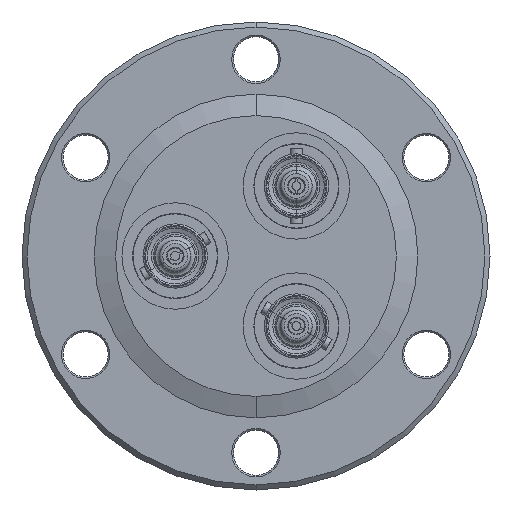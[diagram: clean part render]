
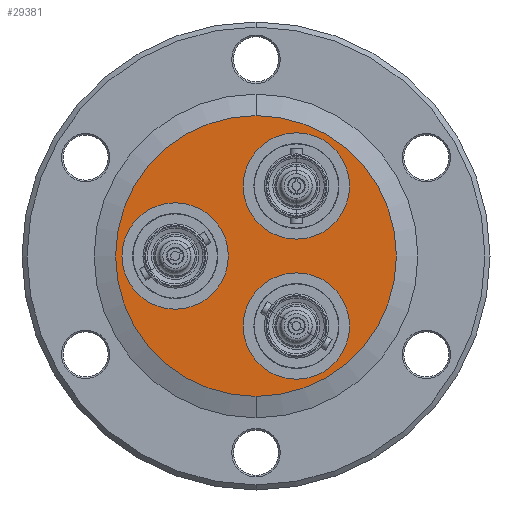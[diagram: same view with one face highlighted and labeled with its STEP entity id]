
A CAD part, front view. The second image highlights one B-rep face of the part: STEP entity #29381.
In plain terms, the highlighted planar face has unit normal (0, -1, 0).
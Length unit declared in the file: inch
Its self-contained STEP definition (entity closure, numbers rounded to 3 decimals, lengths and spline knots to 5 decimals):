
#970 = EDGE_CURVE ( 'NONE', #1857, #1856, #27816, .T. ) ;
#971 = EDGE_CURVE ( 'NONE', #8822, #8821, #27819, .T. ) ;
#972 = EDGE_CURVE ( 'NONE', #8892, #8891, #27815, .T. ) ;
#973 = EDGE_CURVE ( 'NONE', #8740, #8739, #27818, .T. ) ;
#1856 = VERTEX_POINT ( 'NONE', #12154 ) ;
#1857 = VERTEX_POINT ( 'NONE', #12155 ) ;
#1992 = EDGE_CURVE ( 'NONE', #1856, #1857, #28630, .T. ) ;
#2725 = EDGE_CURVE ( 'NONE', #8891, #8892, #16749, .T. ) ;
#3590 = ORIENTED_EDGE ( 'NONE', *, *, #971, .T. ) ;
#3591 = ORIENTED_EDGE ( 'NONE', *, *, #7137, .T. ) ;
#3592 = ORIENTED_EDGE ( 'NONE', *, *, #972, .F. ) ;
#3593 = ORIENTED_EDGE ( 'NONE', *, *, #2725, .F. ) ;
#3594 = ORIENTED_EDGE ( 'NONE', *, *, #973, .F. ) ;
#3595 = ORIENTED_EDGE ( 'NONE', *, *, #4981, .F. ) ;
#3596 = ORIENTED_EDGE ( 'NONE', *, *, #970, .F. ) ;
#3597 = ORIENTED_EDGE ( 'NONE', *, *, #1992, .F. ) ;
#4981 = EDGE_CURVE ( 'NONE', #8739, #8740, #21080, .T. ) ;
#7028 = EDGE_LOOP ( 'NONE', ( #3596, #3597 ) ) ;
#7029 = EDGE_LOOP ( 'NONE', ( #3592, #3593 ) ) ;
#7137 = EDGE_CURVE ( 'NONE', #8821, #8822, #22200, .T. ) ;
#7565 = EDGE_LOOP ( 'NONE', ( #3590, #3591 ) ) ;
#7566 = EDGE_LOOP ( 'NONE', ( #3594, #3595 ) ) ;
#8739 = VERTEX_POINT ( 'NONE', #24105 ) ;
#8740 = VERTEX_POINT ( 'NONE', #24106 ) ;
#8821 = VERTEX_POINT ( 'NONE', #24187 ) ;
#8822 = VERTEX_POINT ( 'NONE', #24188 ) ;
#8891 = VERTEX_POINT ( 'NONE', #24257 ) ;
#8892 = VERTEX_POINT ( 'NONE', #24258 ) ;
#10252 = CARTESIAN_POINT ( 'NONE',  ( -0.475, -0.449, 0. ) ) ;
#10253 = DIRECTION ( 'NONE',  ( 0., -1., 0. ) ) ;
#10254 = DIRECTION ( 'NONE',  ( 0.866, 0., 0.5 ) ) ;
#10255 = CARTESIAN_POINT ( 'NONE',  ( 0., -0.449, 0. ) ) ;
#10256 = DIRECTION ( 'NONE',  ( 0., -1., 0. ) ) ;
#10257 = DIRECTION ( 'NONE',  ( 0., 0., -1. ) ) ;
#10258 = CARTESIAN_POINT ( 'NONE',  ( 0.2375, -0.449, -0.41136 ) ) ;
#10259 = DIRECTION ( 'NONE',  ( 0., -1., 0. ) ) ;
#10260 = DIRECTION ( 'NONE',  ( -0.866, 0., 0.5 ) ) ;
#10261 = CARTESIAN_POINT ( 'NONE',  ( 0.2375, -0.449, 0.41136 ) ) ;
#10262 = DIRECTION ( 'NONE',  ( 0., -1., 0. ) ) ;
#10263 = DIRECTION ( 'NONE',  ( 0., 0., -1. ) ) ;
#12154 = CARTESIAN_POINT ( 'NONE',  ( -0.475, -0.449, 0.3125 ) ) ;
#12155 = CARTESIAN_POINT ( 'NONE',  ( -0.475, -0.449, -0.3125 ) ) ;
#12462 = CARTESIAN_POINT ( 'NONE',  ( -0.475, -0.449, 0. ) ) ;
#12463 = DIRECTION ( 'NONE',  ( 0., -1., 0. ) ) ;
#12464 = DIRECTION ( 'NONE',  ( 0.866, 0., 0.5 ) ) ;
#16289 = CARTESIAN_POINT ( 'NONE',  ( 0.2375, -0.449, -0.41136 ) ) ;
#16290 = DIRECTION ( 'NONE',  ( 0., -1., 0. ) ) ;
#16291 = DIRECTION ( 'NONE',  ( -0.866, 0., 0.5 ) ) ;
#16749 = CIRCLE ( 'NONE', #16751, 0.3125 ) ;
#16751 = AXIS2_PLACEMENT_3D ( 'NONE', #16289, #16290, #16291 ) ;
#20714 = CARTESIAN_POINT ( 'NONE',  ( 0.2375, -0.449, 0.41136 ) ) ;
#20715 = DIRECTION ( 'NONE',  ( 0., -1., 0. ) ) ;
#20716 = DIRECTION ( 'NONE',  ( 0., 0., -1. ) ) ;
#21080 = CIRCLE ( 'NONE', #21082, 0.3125 ) ;
#21082 = AXIS2_PLACEMENT_3D ( 'NONE', #20714, #20715, #20716 ) ;
#21528 = CARTESIAN_POINT ( 'NONE',  ( 0., -0.449, 0. ) ) ;
#21529 = DIRECTION ( 'NONE',  ( 0., -1., 0. ) ) ;
#21530 = DIRECTION ( 'NONE',  ( 0., 0., -1. ) ) ;
#22200 = CIRCLE ( 'NONE', #22205, 0.825 ) ;
#22205 = AXIS2_PLACEMENT_3D ( 'NONE', #21528, #21529, #21530 ) ;
#24105 = CARTESIAN_POINT ( 'NONE',  ( 0.2375, -0.449, 0.72386 ) ) ;
#24106 = CARTESIAN_POINT ( 'NONE',  ( 0.2375, -0.449, 0.09886 ) ) ;
#24187 = CARTESIAN_POINT ( 'NONE',  ( 0., -0.449, 0.825 ) ) ;
#24188 = CARTESIAN_POINT ( 'NONE',  ( 0., -0.449, -0.825 ) ) ;
#24257 = CARTESIAN_POINT ( 'NONE',  ( 0.2375, -0.449, -0.09886 ) ) ;
#24258 = CARTESIAN_POINT ( 'NONE',  ( 0.2375, -0.449, -0.72386 ) ) ;
#25229 = AXIS2_PLACEMENT_3D ( 'NONE', #25544, #25539, #25550 ) ;
#25539 = DIRECTION ( 'NONE',  ( 0., 1., 0. ) ) ;
#25543 = FACE_OUTER_BOUND ( 'NONE', #7565, .T. ) ;
#25544 = CARTESIAN_POINT ( 'NONE',  ( -0.30625, -0.449, -0.29228 ) ) ;
#25545 = FACE_BOUND ( 'NONE', #7029, .T. ) ;
#25547 = FACE_BOUND ( 'NONE', #7566, .T. ) ;
#25548 = FACE_BOUND ( 'NONE', #7028, .T. ) ;
#25549 = PLANE ( 'NONE',  #25229 ) ;
#25550 = DIRECTION ( 'NONE',  ( 0.866, 0., 0.5 ) ) ;
#27815 = CIRCLE ( 'NONE', #27822, 0.3125 ) ;
#27816 = CIRCLE ( 'NONE', #27817, 0.3125 ) ;
#27817 = AXIS2_PLACEMENT_3D ( 'NONE', #10252, #10253, #10254 ) ;
#27818 = CIRCLE ( 'NONE', #27824, 0.3125 ) ;
#27819 = CIRCLE ( 'NONE', #27820, 0.825 ) ;
#27820 = AXIS2_PLACEMENT_3D ( 'NONE', #10255, #10256, #10257 ) ;
#27822 = AXIS2_PLACEMENT_3D ( 'NONE', #10258, #10259, #10260 ) ;
#27824 = AXIS2_PLACEMENT_3D ( 'NONE', #10261, #10262, #10263 ) ;
#28630 = CIRCLE ( 'NONE', #28632, 0.3125 ) ;
#28632 = AXIS2_PLACEMENT_3D ( 'NONE', #12462, #12463, #12464 ) ;
#29381 = ADVANCED_FACE ( 'NONE', ( #25543, #25545, #25547, #25548 ), #25549, .F. ) ;
